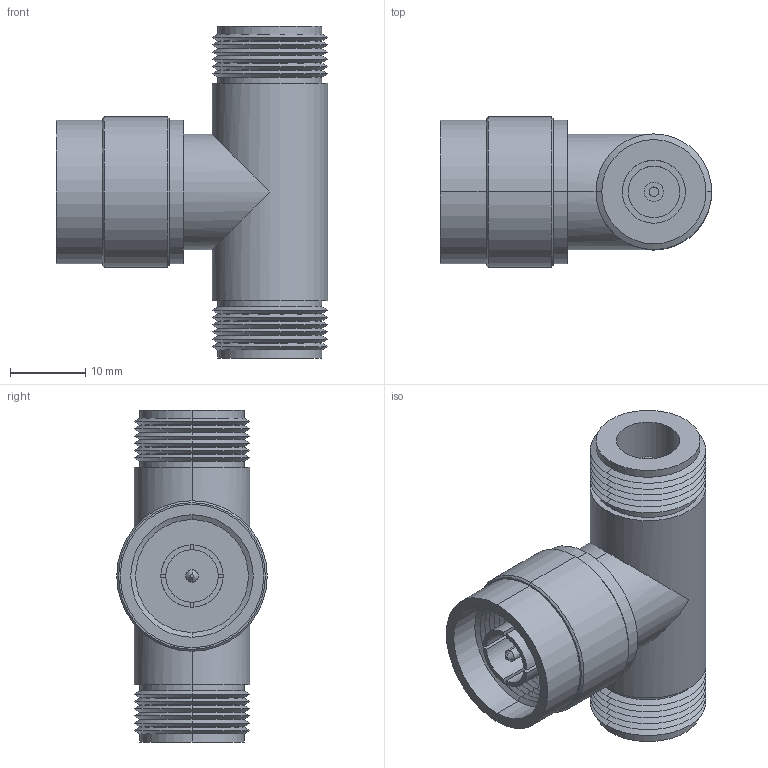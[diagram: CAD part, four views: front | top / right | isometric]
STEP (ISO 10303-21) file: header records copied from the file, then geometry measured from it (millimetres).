
FILE_DESCRIPTION (( 'STEP AP203' ), '1' );
FILE_NAME ('BN126.STEP', '2006-06-30T19:41:16', ( ' ' ), ( ' ' ), 'SwSTEP 2.0', 'SolidWorks 2005354', '' );
FILE_SCHEMA (( 'CONFIG_CONTROL_DESIGN' ));
Length unit declared in the file: inch
Products named in the file (1): BN126
Bounding box: 36.06 x 19.99 x 44.09 mm (x, y, z)
Volume: 10983.6 mm3; surface area: 6250.6 mm2
Topology: 1 solids, 1 shells, 189 faces, 397 edges, 226 vertices
Faces by surface type: cone 80, cylinder 74, plane 35
Entity records: 5068 total; most frequent: DIRECTION 979, CARTESIAN_POINT 825, ORIENTED_EDGE 794, EDGE_CURVE 397, AXIS2_PLACEMENT_3D 396, VERTEX_POINT 226, CIRCLE 206, EDGE_LOOP 205
